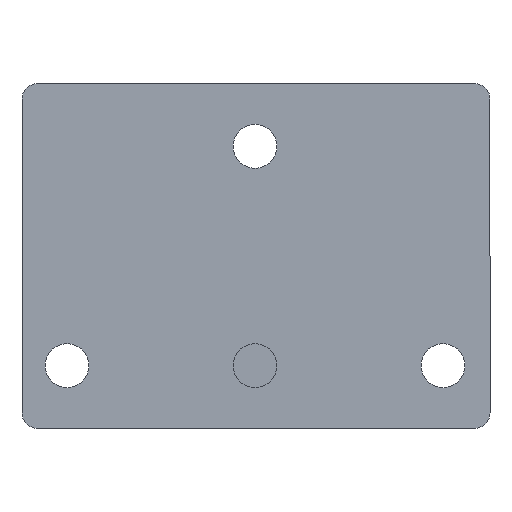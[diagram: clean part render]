
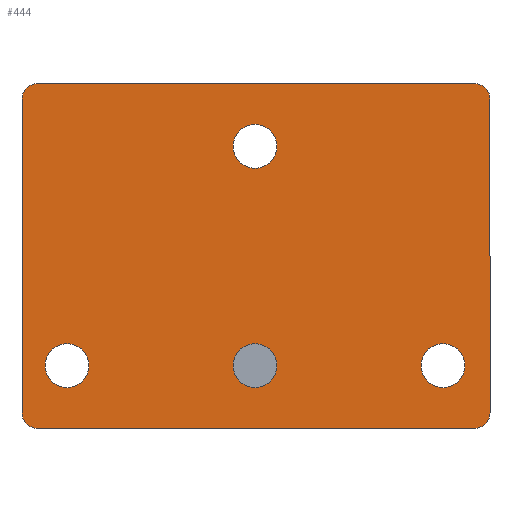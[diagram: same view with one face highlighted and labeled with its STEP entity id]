
A CAD part, front view. The second image highlights one B-rep face of the part: STEP entity #444.
In plain terms, the highlighted planar face has unit normal (0, -1, 0).
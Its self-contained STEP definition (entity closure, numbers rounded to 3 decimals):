
#1 = CARTESIAN_POINT ( 'NONE',  ( -74.68, 0., 0. ) ) ;
#5 = ORIENTED_EDGE ( 'NONE', *, *, #344, .F. ) ;
#34 = EDGE_CURVE ( 'NONE', #1853, #1013, #1281, .T. ) ;
#46 = ORIENTED_EDGE ( 'NONE', *, *, #34, .F. ) ;
#47 = DIRECTION ( 'NONE',  ( -1., 0., 0. ) ) ;
#57 = VERTEX_POINT ( 'NONE', #323 ) ;
#136 = PLANE ( 'NONE',  #1757 ) ;
#160 = LINE ( 'NONE', #992, #1440 ) ;
#164 = DIRECTION ( 'NONE',  ( -1., 0., 0. ) ) ;
#175 = ORIENTED_EDGE ( 'NONE', *, *, #389, .F. ) ;
#177 = DIRECTION ( 'NONE',  ( 0., 0., -1. ) ) ;
#201 = VERTEX_POINT ( 'NONE', #1794 ) ;
#218 = VERTEX_POINT ( 'NONE', #2027 ) ;
#225 = EDGE_LOOP ( 'NONE', ( #5, #3267 ) ) ;
#226 = CIRCLE ( 'NONE', #2440, 5. ) ;
#239 = DIRECTION ( 'NONE',  ( 0., -1., 0. ) ) ;
#267 = CARTESIAN_POINT ( 'NONE',  ( -0.32, 0., 110. ) ) ;
#294 = CIRCLE ( 'NONE', #3105, 7. ) ;
#318 = DIRECTION ( 'NONE',  ( -1., 0., 0. ) ) ;
#323 = CARTESIAN_POINT ( 'NONE',  ( 69.68, 0., 110. ) ) ;
#336 = AXIS2_PLACEMENT_3D ( 'NONE', #1294, #1528, #2601 ) ;
#342 = AXIS2_PLACEMENT_3D ( 'NONE', #1623, #2690, #1591 ) ;
#344 = EDGE_CURVE ( 'NONE', #3252, #1898, #294, .T. ) ;
#364 = CARTESIAN_POINT ( 'NONE',  ( -69.68, 0., 105. ) ) ;
#373 = VERTEX_POINT ( 'NONE', #2309 ) ;
#382 = VERTEX_POINT ( 'NONE', #451 ) ;
#389 = EDGE_CURVE ( 'NONE', #201, #218, #3210, .T. ) ;
#400 = VERTEX_POINT ( 'NONE', #2251 ) ;
#425 = AXIS2_PLACEMENT_3D ( 'NONE', #1210, #2306, #2535 ) ;
#444 = ADVANCED_FACE ( 'NONE', ( #915, #2508, #1178, #2703, #1654 ), #136, .F. ) ;
#451 = CARTESIAN_POINT ( 'NONE',  ( 66.68, 0., 20. ) ) ;
#543 = DIRECTION ( 'NONE',  ( -1., 0., 0. ) ) ;
#591 = ORIENTED_EDGE ( 'NONE', *, *, #1261, .F. ) ;
#654 = ORIENTED_EDGE ( 'NONE', *, *, #2991, .F. ) ;
#684 = ORIENTED_EDGE ( 'NONE', *, *, #3326, .F. ) ;
#748 = DIRECTION ( 'NONE',  ( 0., -1., 0. ) ) ;
#761 = AXIS2_PLACEMENT_3D ( 'NONE', #3125, #1909, #47 ) ;
#797 = CARTESIAN_POINT ( 'NONE',  ( 59.68, 0., 20. ) ) ;
#883 = CARTESIAN_POINT ( 'NONE',  ( 74.68, 0., 5. ) ) ;
#896 = EDGE_CURVE ( 'NONE', #2907, #373, #3162, .T. ) ;
#902 = EDGE_CURVE ( 'NONE', #1001, #3004, #1066, .T. ) ;
#915 = FACE_OUTER_BOUND ( 'NONE', #2905, .T. ) ;
#930 = CARTESIAN_POINT ( 'NONE',  ( -7.32, 0., 20. ) ) ;
#944 = EDGE_CURVE ( 'NONE', #3004, #2907, #1858, .T. ) ;
#992 = CARTESIAN_POINT ( 'NONE',  ( 74.68, 0., 0. ) ) ;
#996 = DIRECTION ( 'NONE',  ( 0., -1., 0. ) ) ;
#1001 = VERTEX_POINT ( 'NONE', #883 ) ;
#1013 = VERTEX_POINT ( 'NONE', #1135 ) ;
#1038 = CARTESIAN_POINT ( 'NONE',  ( -69.68, 0., 5. ) ) ;
#1054 = EDGE_CURVE ( 'NONE', #1204, #2841, #226, .T. ) ;
#1064 = DIRECTION ( 'NONE',  ( 0., 1., 0. ) ) ;
#1066 = CIRCLE ( 'NONE', #3029, 5. ) ;
#1083 = CARTESIAN_POINT ( 'NONE',  ( -69.68, 0., 0. ) ) ;
#1135 = CARTESIAN_POINT ( 'NONE',  ( 6.68, 0., 20. ) ) ;
#1178 = FACE_BOUND ( 'NONE', #1181, .T. ) ;
#1181 = EDGE_LOOP ( 'NONE', ( #1937, #175 ) ) ;
#1197 = CARTESIAN_POINT ( 'NONE',  ( -0.32, 0., 90. ) ) ;
#1198 = ORIENTED_EDGE ( 'NONE', *, *, #1965, .F. ) ;
#1204 = VERTEX_POINT ( 'NONE', #2036 ) ;
#1210 = CARTESIAN_POINT ( 'NONE',  ( -0.32, 0., 20. ) ) ;
#1218 = ORIENTED_EDGE ( 'NONE', *, *, #3276, .F. ) ;
#1257 = EDGE_CURVE ( 'NONE', #373, #1204, #2893, .T. ) ;
#1261 = EDGE_CURVE ( 'NONE', #57, #2785, #1594, .T. ) ;
#1281 = CIRCLE ( 'NONE', #342, 7. ) ;
#1294 = CARTESIAN_POINT ( 'NONE',  ( 69.68, 0., 105. ) ) ;
#1325 = DIRECTION ( 'NONE',  ( 1., 0., 0. ) ) ;
#1329 = ORIENTED_EDGE ( 'NONE', *, *, #902, .F. ) ;
#1383 = CIRCLE ( 'NONE', #2725, 7. ) ;
#1440 = VECTOR ( 'NONE', #177, 1000. ) ;
#1488 = CARTESIAN_POINT ( 'NONE',  ( -60.32, 0., 20. ) ) ;
#1501 = EDGE_LOOP ( 'NONE', ( #46, #684 ) ) ;
#1528 = DIRECTION ( 'NONE',  ( 0., 1., 0. ) ) ;
#1547 = DIRECTION ( 'NONE',  ( -1., 0., 0. ) ) ;
#1563 = DIRECTION ( 'NONE',  ( 0., -1., 0. ) ) ;
#1579 = DIRECTION ( 'NONE',  ( 0., 0., 1. ) ) ;
#1591 = DIRECTION ( 'NONE',  ( -1., 0., 0. ) ) ;
#1594 = CIRCLE ( 'NONE', #336, 5. ) ;
#1603 = AXIS2_PLACEMENT_3D ( 'NONE', #1488, #748, #1770 ) ;
#1623 = CARTESIAN_POINT ( 'NONE',  ( -0.32, 0., 20. ) ) ;
#1654 = FACE_BOUND ( 'NONE', #2857, .T. ) ;
#1685 = DIRECTION ( 'NONE',  ( 0., 1., 0. ) ) ;
#1749 = CARTESIAN_POINT ( 'NONE',  ( 59.68, 0., 20. ) ) ;
#1757 = AXIS2_PLACEMENT_3D ( 'NONE', #2199, #1685, #1916 ) ;
#1770 = DIRECTION ( 'NONE',  ( -1., 0., 0. ) ) ;
#1794 = CARTESIAN_POINT ( 'NONE',  ( -53.32, 0., 20. ) ) ;
#1825 = CARTESIAN_POINT ( 'NONE',  ( -0.32, 0., 0. ) ) ;
#1844 = DIRECTION ( 'NONE',  ( -1., 0., 0. ) ) ;
#1853 = VERTEX_POINT ( 'NONE', #930 ) ;
#1858 = LINE ( 'NONE', #1825, #2097 ) ;
#1859 = ORIENTED_EDGE ( 'NONE', *, *, #2834, .F. ) ;
#1885 = CIRCLE ( 'NONE', #425, 7. ) ;
#1898 = VERTEX_POINT ( 'NONE', #3383 ) ;
#1909 = DIRECTION ( 'NONE',  ( 0., -1., 0. ) ) ;
#1916 = DIRECTION ( 'NONE',  ( 1., 0., 0. ) ) ;
#1937 = ORIENTED_EDGE ( 'NONE', *, *, #2010, .F. ) ;
#1957 = ORIENTED_EDGE ( 'NONE', *, *, #944, .F. ) ;
#1965 = EDGE_CURVE ( 'NONE', #382, #400, #2583, .T. ) ;
#2010 = EDGE_CURVE ( 'NONE', #218, #201, #2295, .T. ) ;
#2023 = CARTESIAN_POINT ( 'NONE',  ( -7.32, 0., 90. ) ) ;
#2027 = CARTESIAN_POINT ( 'NONE',  ( -67.32, 0., 20. ) ) ;
#2036 = CARTESIAN_POINT ( 'NONE',  ( -74.68, 0., 105. ) ) ;
#2061 = CARTESIAN_POINT ( 'NONE',  ( 69.68, 0., 5. ) ) ;
#2075 = CARTESIAN_POINT ( 'NONE',  ( -69.68, 0., 110. ) ) ;
#2076 = DIRECTION ( 'NONE',  ( -1., 0., 0. ) ) ;
#2097 = VECTOR ( 'NONE', #2076, 1000. ) ;
#2182 = ORIENTED_EDGE ( 'NONE', *, *, #1054, .F. ) ;
#2199 = CARTESIAN_POINT ( 'NONE',  ( -0.32, 0., 0. ) ) ;
#2251 = CARTESIAN_POINT ( 'NONE',  ( 52.68, 0., 20. ) ) ;
#2283 = ORIENTED_EDGE ( 'NONE', *, *, #1257, .F. ) ;
#2295 = CIRCLE ( 'NONE', #761, 7. ) ;
#2306 = DIRECTION ( 'NONE',  ( 0., -1., 0. ) ) ;
#2309 = CARTESIAN_POINT ( 'NONE',  ( -74.68, 0., 5. ) ) ;
#2325 = DIRECTION ( 'NONE',  ( -1., 0., 0. ) ) ;
#2440 = AXIS2_PLACEMENT_3D ( 'NONE', #364, #2679, #318 ) ;
#2508 = FACE_BOUND ( 'NONE', #225, .T. ) ;
#2535 = DIRECTION ( 'NONE',  ( -1., 0., 0. ) ) ;
#2561 = DIRECTION ( 'NONE',  ( 0., -1., 0. ) ) ;
#2564 = AXIS2_PLACEMENT_3D ( 'NONE', #1038, #2649, #2897 ) ;
#2583 = CIRCLE ( 'NONE', #2627, 7. ) ;
#2601 = DIRECTION ( 'NONE',  ( -1., 0., 0. ) ) ;
#2603 = CARTESIAN_POINT ( 'NONE',  ( -0.32, 0., 90. ) ) ;
#2608 = VECTOR ( 'NONE', #1579, 1000. ) ;
#2627 = AXIS2_PLACEMENT_3D ( 'NONE', #797, #239, #543 ) ;
#2637 = CARTESIAN_POINT ( 'NONE',  ( 74.68, 0., 105. ) ) ;
#2649 = DIRECTION ( 'NONE',  ( 0., 1., 0. ) ) ;
#2679 = DIRECTION ( 'NONE',  ( 0., 1., 0. ) ) ;
#2690 = DIRECTION ( 'NONE',  ( 0., -1., 0. ) ) ;
#2703 = FACE_BOUND ( 'NONE', #1501, .T. ) ;
#2724 = AXIS2_PLACEMENT_3D ( 'NONE', #1749, #996, #164 ) ;
#2725 = AXIS2_PLACEMENT_3D ( 'NONE', #2603, #1563, #1547 ) ;
#2785 = VERTEX_POINT ( 'NONE', #2637 ) ;
#2834 = EDGE_CURVE ( 'NONE', #2841, #57, #3399, .T. ) ;
#2841 = VERTEX_POINT ( 'NONE', #2075 ) ;
#2857 = EDGE_LOOP ( 'NONE', ( #1218, #1198 ) ) ;
#2893 = LINE ( 'NONE', #1, #2608 ) ;
#2897 = DIRECTION ( 'NONE',  ( -1., 0., 0. ) ) ;
#2905 = EDGE_LOOP ( 'NONE', ( #1329, #654, #591, #1859, #2182, #2283, #3314, #1957 ) ) ;
#2907 = VERTEX_POINT ( 'NONE', #1083 ) ;
#2991 = EDGE_CURVE ( 'NONE', #2785, #1001, #160, .T. ) ;
#3004 = VERTEX_POINT ( 'NONE', #3355 ) ;
#3029 = AXIS2_PLACEMENT_3D ( 'NONE', #2061, #1064, #1844 ) ;
#3105 = AXIS2_PLACEMENT_3D ( 'NONE', #1197, #2561, #2325 ) ;
#3125 = CARTESIAN_POINT ( 'NONE',  ( -60.32, 0., 20. ) ) ;
#3162 = CIRCLE ( 'NONE', #2564, 5. ) ;
#3169 = VECTOR ( 'NONE', #1325, 1000. ) ;
#3210 = CIRCLE ( 'NONE', #1603, 7. ) ;
#3252 = VERTEX_POINT ( 'NONE', #2023 ) ;
#3267 = ORIENTED_EDGE ( 'NONE', *, *, #3412, .F. ) ;
#3276 = EDGE_CURVE ( 'NONE', #400, #382, #3340, .T. ) ;
#3314 = ORIENTED_EDGE ( 'NONE', *, *, #896, .F. ) ;
#3326 = EDGE_CURVE ( 'NONE', #1013, #1853, #1885, .T. ) ;
#3340 = CIRCLE ( 'NONE', #2724, 7. ) ;
#3355 = CARTESIAN_POINT ( 'NONE',  ( 69.68, 0., 0. ) ) ;
#3383 = CARTESIAN_POINT ( 'NONE',  ( 6.68, 0., 90. ) ) ;
#3399 = LINE ( 'NONE', #267, #3169 ) ;
#3412 = EDGE_CURVE ( 'NONE', #1898, #3252, #1383, .T. ) ;
